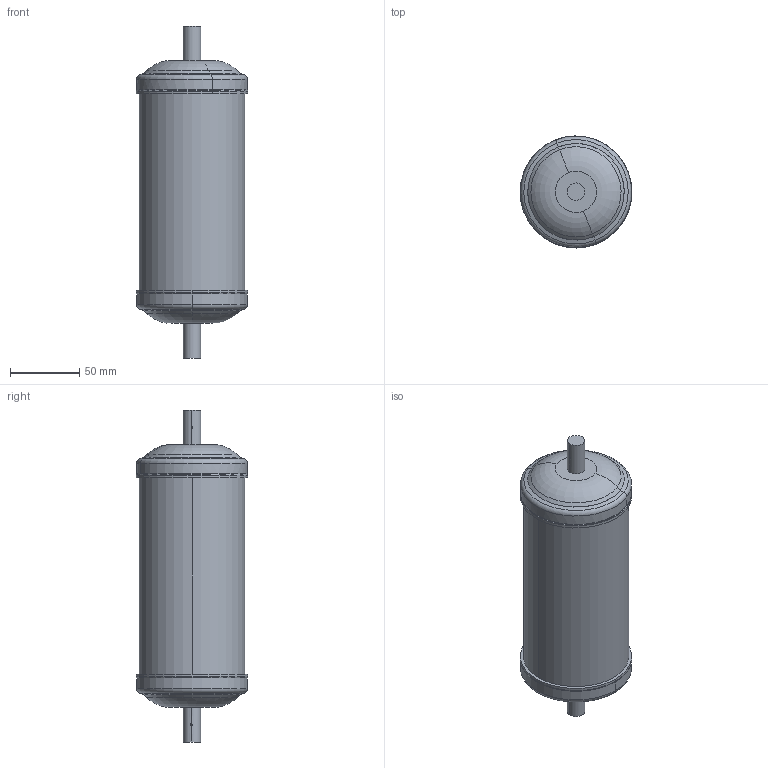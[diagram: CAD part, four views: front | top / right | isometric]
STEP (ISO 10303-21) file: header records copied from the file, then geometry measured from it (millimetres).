
FILE_DESCRIPTION (( 'STEP AP203' ), '1' );
FILE_NAME ('023B7121R - DFL 303s TW.STEP', '2022-11-11T10:25:31', ( '' ), ( '' ), 'SwSTEP 2.0', 'SolidWorks 2020', '' );
FILE_SCHEMA (( 'CONFIG_CONTROL_DESIGN' ));
Length unit declared in the file: millimetre
Products named in the file (1): 023B7121R - DFL 303s TW
Bounding box: 80.8 x 80.8 x 240 mm (x, y, z)
Volume: 849066.3 mm3; surface area: 54603.8 mm2
Topology: 1 solids, 1 shells, 50 faces, 112 edges, 64 vertices
Faces by surface type: torus 16, cylinder 14, cone 10, plane 6, sphere 4
Entity records: 1627 total; most frequent: CARTESIAN_POINT 431, DIRECTION 272, ORIENTED_EDGE 212, AXIS2_PLACEMENT_3D 123, EDGE_CURVE 106, CIRCLE 72, VERTEX_POINT 62, EDGE_LOOP 54
